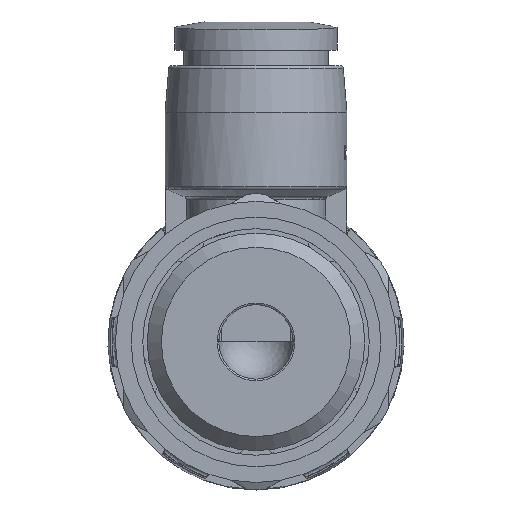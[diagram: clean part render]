
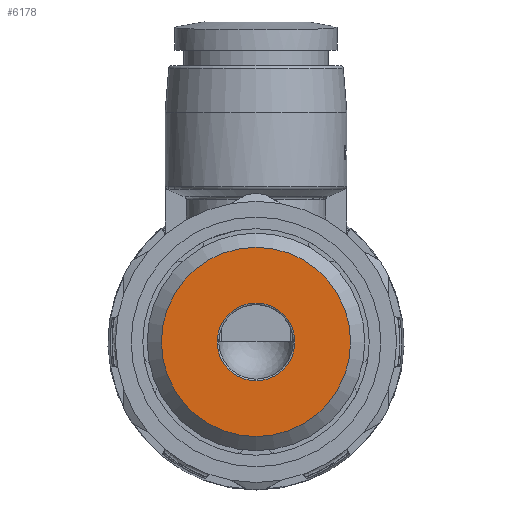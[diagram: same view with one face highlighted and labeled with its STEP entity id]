
A CAD part, front view. The second image highlights one B-rep face of the part: STEP entity #6178.
In plain terms, the highlighted planar face has unit normal (0, -1, 0).
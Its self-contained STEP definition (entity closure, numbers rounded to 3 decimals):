
#478=CIRCLE('',#6640,5.723);
#479=CIRCLE('',#6642,2.35);
#1100=ORIENTED_EDGE('',*,*,#2373,.F.);
#1101=ORIENTED_EDGE('',*,*,#2372,.T.);
#2372=EDGE_CURVE('',#2989,#2989,#478,.T.);
#2373=EDGE_CURVE('',#2990,#2990,#479,.T.);
#2989=VERTEX_POINT('',#9554);
#2990=VERTEX_POINT('',#9557);
#3837=EDGE_LOOP('',(#1100));
#3838=EDGE_LOOP('',(#1101));
#4167=FACE_BOUND('',#3837,.T.);
#4168=FACE_BOUND('',#3838,.T.);
#4410=PLANE('',#6641);
#6178=ADVANCED_FACE('',(#4167,#4168),#4410,.F.);
#6640=AXIS2_PLACEMENT_3D('',#9553,#7556,#7557);
#6641=AXIS2_PLACEMENT_3D('',#9555,#7558,#7559);
#6642=AXIS2_PLACEMENT_3D('',#9556,#7560,#7561);
#7556=DIRECTION('',(0.,-1.,0.));
#7557=DIRECTION('',(0.,0.,-1.));
#7558=DIRECTION('',(0.,1.,0.));
#7559=DIRECTION('',(0.,0.,1.));
#7560=DIRECTION('',(0.,-1.,0.));
#7561=DIRECTION('',(0.,0.,-1.));
#9553=CARTESIAN_POINT('',(0.,0.,0.));
#9554=CARTESIAN_POINT('',(0.,0.,-5.723));
#9555=CARTESIAN_POINT('',(0.,0.,-5.723));
#9556=CARTESIAN_POINT('',(0.,0.,0.));
#9557=CARTESIAN_POINT('',(0.,0.,-2.35));
